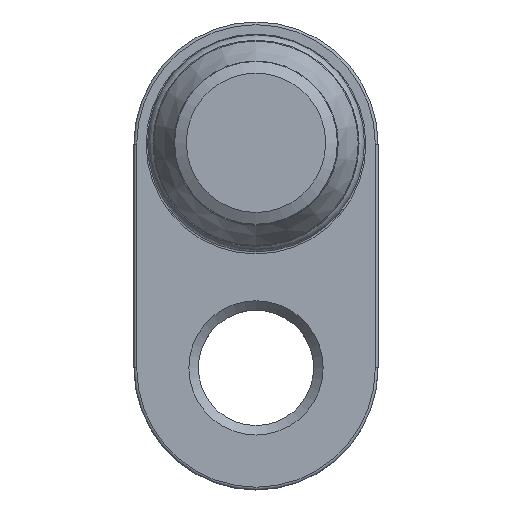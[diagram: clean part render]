
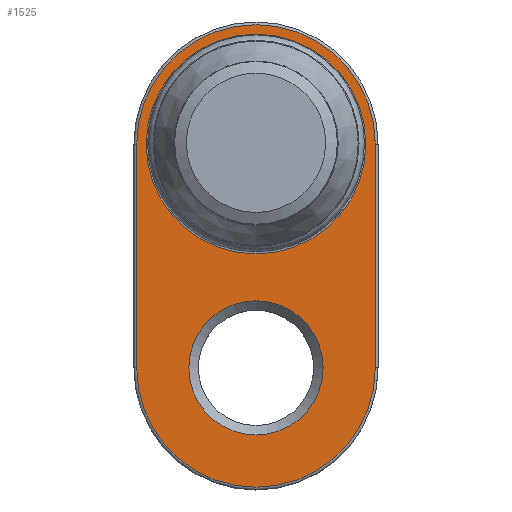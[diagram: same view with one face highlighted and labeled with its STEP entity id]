
A CAD part, top view. The second image highlights one B-rep face of the part: STEP entity #1525.
In plain terms, the highlighted planar face has unit normal (0, 0, 1).
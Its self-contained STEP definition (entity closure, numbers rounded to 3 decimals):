
#234=LINE('',#5877,#275);
#235=LINE('',#5882,#276);
#275=VECTOR('',#2458,1.);
#276=VECTOR('',#2461,1.);
#314=PLANE('',#2053);
#465=EDGE_LOOP('',(#824));
#466=EDGE_LOOP('',(#825,#826,#827,#828));
#467=EDGE_LOOP('',(#829));
#824=ORIENTED_EDGE('',*,*,#1174,.T.);
#825=ORIENTED_EDGE('',*,*,#1175,.T.);
#826=ORIENTED_EDGE('',*,*,#1176,.T.);
#827=ORIENTED_EDGE('',*,*,#1177,.T.);
#828=ORIENTED_EDGE('',*,*,#1178,.T.);
#829=ORIENTED_EDGE('',*,*,#1179,.T.);
#1174=EDGE_CURVE('',#1841,#1841,#1358,.T.);
#1175=EDGE_CURVE('',#1842,#1843,#234,.T.);
#1176=EDGE_CURVE('',#1843,#1844,#1359,.T.);
#1177=EDGE_CURVE('',#1844,#1845,#235,.T.);
#1178=EDGE_CURVE('',#1845,#1842,#1360,.T.);
#1179=EDGE_CURVE('',#1846,#1846,#1361,.T.);
#1358=CIRCLE('',#2049,4.95);
#1359=CIRCLE('',#2050,8.8);
#1360=CIRCLE('',#2051,8.8);
#1361=CIRCLE('',#2052,8.1);
#1525=ADVANCED_FACE('',(#1647,#1648,#1649),#314,.F.);
#1647=FACE_BOUND('',#465,.T.);
#1648=FACE_BOUND('',#466,.T.);
#1649=FACE_BOUND('',#467,.T.);
#1841=VERTEX_POINT('',#5876);
#1842=VERTEX_POINT('',#5878);
#1843=VERTEX_POINT('',#5879);
#1844=VERTEX_POINT('',#5881);
#1845=VERTEX_POINT('',#5883);
#1846=VERTEX_POINT('',#5886);
#2049=AXIS2_PLACEMENT_3D('',#5875,#2456,#2457);
#2050=AXIS2_PLACEMENT_3D('',#5880,#2459,#2460);
#2051=AXIS2_PLACEMENT_3D('',#5884,#2462,#2463);
#2052=AXIS2_PLACEMENT_3D('',#5885,#2464,#2465);
#2053=AXIS2_PLACEMENT_3D('',#5887,#2466,#2467);
#2456=DIRECTION('',(0.,0.,-1.));
#2457=DIRECTION('',(0.,-1.,0.));
#2458=DIRECTION('',(0.,1.,0.));
#2459=DIRECTION('',(0.,0.,1.));
#2460=DIRECTION('',(0.,-1.,0.));
#2461=DIRECTION('',(0.,-1.,0.));
#2462=DIRECTION('',(0.,0.,1.));
#2463=DIRECTION('',(0.,-1.,0.));
#2464=DIRECTION('',(0.,0.,-1.));
#2465=DIRECTION('',(0.,-1.,0.));
#2466=DIRECTION('',(0.,0.,-1.));
#2467=DIRECTION('',(0.,-1.,0.));
#5875=CARTESIAN_POINT('',(0.,-16.5,0.));
#5876=CARTESIAN_POINT('',(0.,-21.45,0.));
#5877=CARTESIAN_POINT('',(8.8,-16.5,0.));
#5878=CARTESIAN_POINT('',(8.8,-16.5,0.));
#5879=CARTESIAN_POINT('',(8.8,0.,0.));
#5880=CARTESIAN_POINT('',(0.,0.,0.));
#5881=CARTESIAN_POINT('',(-8.8,0.,0.));
#5882=CARTESIAN_POINT('',(-8.8,-16.5,0.));
#5883=CARTESIAN_POINT('',(-8.8,-16.5,0.));
#5884=CARTESIAN_POINT('',(0.,-16.5,0.));
#5885=CARTESIAN_POINT('',(0.,0.,0.));
#5886=CARTESIAN_POINT('',(0.,-8.1,0.));
#5887=CARTESIAN_POINT('',(0.,-16.5,0.));
